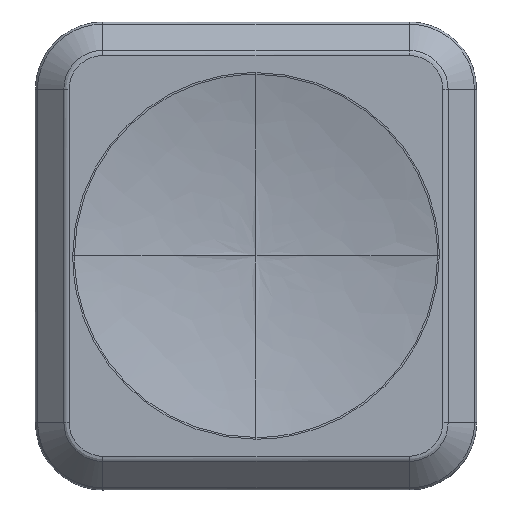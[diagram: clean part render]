
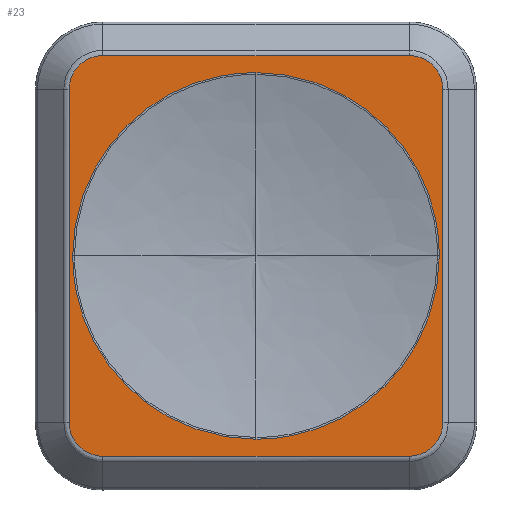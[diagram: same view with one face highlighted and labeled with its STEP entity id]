
A CAD part, top view. The second image highlights one B-rep face of the part: STEP entity #23.
In plain terms, the highlighted planar face has unit normal (0, 0, 1).
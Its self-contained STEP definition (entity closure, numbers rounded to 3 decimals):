
#15=FACE_BOUND('',#206,.T.);
#23=ADVANCED_FACE('',(#114,#15),#1245,.T.);
#114=FACE_OUTER_BOUND('',#205,.T.);
#205=EDGE_LOOP('',(#308,#309,#310,#311,#312,#313,#314,#315));
#206=EDGE_LOOP('',(#316,#317,#318,#319));
#308=ORIENTED_EDGE('',*,*,#714,.T.);
#309=ORIENTED_EDGE('',*,*,#719,.T.);
#310=ORIENTED_EDGE('',*,*,#715,.T.);
#311=ORIENTED_EDGE('',*,*,#716,.T.);
#312=ORIENTED_EDGE('',*,*,#712,.T.);
#313=ORIENTED_EDGE('',*,*,#717,.T.);
#314=ORIENTED_EDGE('',*,*,#713,.T.);
#315=ORIENTED_EDGE('',*,*,#718,.T.);
#316=ORIENTED_EDGE('',*,*,#751,.T.);
#317=ORIENTED_EDGE('',*,*,#744,.T.);
#318=ORIENTED_EDGE('',*,*,#748,.T.);
#319=ORIENTED_EDGE('',*,*,#749,.T.);
#712=EDGE_CURVE('',#1121,#1122,#1016,.T.);
#713=EDGE_CURVE('',#1119,#1120,#906,.T.);
#714=EDGE_CURVE('',#1117,#1118,#1017,.T.);
#715=EDGE_CURVE('',#1125,#1126,#907,.T.);
#716=EDGE_CURVE('',#1126,#1121,#1018,.T.);
#717=EDGE_CURVE('',#1122,#1119,#1019,.T.);
#718=EDGE_CURVE('',#1120,#1117,#1020,.T.);
#719=EDGE_CURVE('',#1118,#1125,#1021,.T.);
#744=EDGE_CURVE('',#1127,#1128,#1030,.T.);
#748=EDGE_CURVE('',#1128,#1123,#1034,.T.);
#749=EDGE_CURVE('',#1123,#1124,#1035,.T.);
#751=EDGE_CURVE('',#1124,#1127,#1037,.T.);
#906=B_SPLINE_CURVE_WITH_KNOTS('',1,(#1972,#1973),.UNSPECIFIED.,.F.,.F.,
(2,2),(0.,12.5),.UNSPECIFIED.);
#907=B_SPLINE_CURVE_WITH_KNOTS('',1,(#1976,#1977),.UNSPECIFIED.,.F.,.F.,
(2,2),(0.,12.5),.UNSPECIFIED.);
#1016=(
BOUNDED_CURVE()
B_SPLINE_CURVE(1,(#1970,#1971),.UNSPECIFIED.,.F.,.F.)
B_SPLINE_CURVE_WITH_KNOTS((2,2),(0.,12.5),
 .UNSPECIFIED.)
CURVE()
GEOMETRIC_REPRESENTATION_ITEM()
RATIONAL_B_SPLINE_CURVE((1.,1.))
REPRESENTATION_ITEM('')
);
#1017=(
BOUNDED_CURVE()
B_SPLINE_CURVE(1,(#1974,#1975),.UNSPECIFIED.,.F.,.F.)
B_SPLINE_CURVE_WITH_KNOTS((2,2),(0.,12.5),
 .UNSPECIFIED.)
CURVE()
GEOMETRIC_REPRESENTATION_ITEM()
RATIONAL_B_SPLINE_CURVE((1.,1.))
REPRESENTATION_ITEM('')
);
#1018=(
BOUNDED_CURVE()
B_SPLINE_CURVE(2,(#1978,#1979,#1980),.UNSPECIFIED.,.F.,.F.)
B_SPLINE_CURVE_WITH_KNOTS((3,3),(0.,2.161),
 .UNSPECIFIED.)
CURVE()
GEOMETRIC_REPRESENTATION_ITEM()
RATIONAL_B_SPLINE_CURVE((1.,0.707,1.))
REPRESENTATION_ITEM('')
);
#1019=(
BOUNDED_CURVE()
B_SPLINE_CURVE(2,(#1981,#1982,#1983),.UNSPECIFIED.,.F.,.F.)
B_SPLINE_CURVE_WITH_KNOTS((3,3),(0.,2.161),
 .UNSPECIFIED.)
CURVE()
GEOMETRIC_REPRESENTATION_ITEM()
RATIONAL_B_SPLINE_CURVE((1.,0.707,1.))
REPRESENTATION_ITEM('')
);
#1020=(
BOUNDED_CURVE()
B_SPLINE_CURVE(2,(#1984,#1985,#1986),.UNSPECIFIED.,.F.,.F.)
B_SPLINE_CURVE_WITH_KNOTS((3,3),(0.,2.161),
 .UNSPECIFIED.)
CURVE()
GEOMETRIC_REPRESENTATION_ITEM()
RATIONAL_B_SPLINE_CURVE((1.,0.707,1.))
REPRESENTATION_ITEM('')
);
#1021=(
BOUNDED_CURVE()
B_SPLINE_CURVE(2,(#1987,#1988,#1989),.UNSPECIFIED.,.F.,.F.)
B_SPLINE_CURVE_WITH_KNOTS((3,3),(0.,2.161),
 .UNSPECIFIED.)
CURVE()
GEOMETRIC_REPRESENTATION_ITEM()
RATIONAL_B_SPLINE_CURVE((1.,0.707,1.))
REPRESENTATION_ITEM('')
);
#1030=(
BOUNDED_CURVE()
B_SPLINE_CURVE(2,(#2046,#2047,#2048),.UNSPECIFIED.,.F.,.F.)
B_SPLINE_CURVE_WITH_KNOTS((3,3),(0.,11.747),.UNSPECIFIED.)
CURVE()
GEOMETRIC_REPRESENTATION_ITEM()
RATIONAL_B_SPLINE_CURVE((1.,0.707,1.))
REPRESENTATION_ITEM('')
);
#1034=(
BOUNDED_CURVE()
B_SPLINE_CURVE(2,(#2058,#2059,#2060),.UNSPECIFIED.,.F.,.F.)
B_SPLINE_CURVE_WITH_KNOTS((3,3),(0.,11.747),.UNSPECIFIED.)
CURVE()
GEOMETRIC_REPRESENTATION_ITEM()
RATIONAL_B_SPLINE_CURVE((1.,0.707,1.))
REPRESENTATION_ITEM('')
);
#1035=(
BOUNDED_CURVE()
B_SPLINE_CURVE(2,(#2061,#2062,#2063),.UNSPECIFIED.,.F.,.F.)
B_SPLINE_CURVE_WITH_KNOTS((3,3),(0.,11.747),.UNSPECIFIED.)
CURVE()
GEOMETRIC_REPRESENTATION_ITEM()
RATIONAL_B_SPLINE_CURVE((1.,0.707,1.))
REPRESENTATION_ITEM('')
);
#1037=(
BOUNDED_CURVE()
B_SPLINE_CURVE(2,(#2067,#2068,#2069),.UNSPECIFIED.,.F.,.F.)
B_SPLINE_CURVE_WITH_KNOTS((3,3),(0.,11.747),.UNSPECIFIED.)
CURVE()
GEOMETRIC_REPRESENTATION_ITEM()
RATIONAL_B_SPLINE_CURVE((1.,0.707,1.))
REPRESENTATION_ITEM('')
);
#1117=VERTEX_POINT('',#1834);
#1118=VERTEX_POINT('',#1835);
#1119=VERTEX_POINT('',#1836);
#1120=VERTEX_POINT('',#1837);
#1121=VERTEX_POINT('',#1838);
#1122=VERTEX_POINT('',#1839);
#1123=VERTEX_POINT('',#1840);
#1124=VERTEX_POINT('',#1841);
#1125=VERTEX_POINT('',#1842);
#1126=VERTEX_POINT('',#1843);
#1127=VERTEX_POINT('',#1844);
#1128=VERTEX_POINT('',#1845);
#1245=PLANE('',#1332);
#1332=AXIS2_PLACEMENT_3D('',#1472,#1384,$);
#1384=DIRECTION('',(0.,0.,1.));
#1472=CARTESIAN_POINT('',(-26.62,26.51,9.449));
#1834=CARTESIAN_POINT('',(-13.9,41.49,9.449));
#1835=CARTESIAN_POINT('',(-25.359,41.49,9.449));
#1836=CARTESIAN_POINT('',(-12.639,27.771,9.449));
#1837=CARTESIAN_POINT('',(-12.639,40.229,9.449));
#1838=CARTESIAN_POINT('',(-25.359,26.51,9.449));
#1839=CARTESIAN_POINT('',(-13.9,26.51,9.449));
#1840=CARTESIAN_POINT('',(-26.485,34.,9.449));
#1841=CARTESIAN_POINT('',(-19.63,40.856,9.449));
#1842=CARTESIAN_POINT('',(-26.62,40.229,9.449));
#1843=CARTESIAN_POINT('',(-26.62,27.771,9.449));
#1844=CARTESIAN_POINT('',(-12.774,34.,9.449));
#1845=CARTESIAN_POINT('',(-19.63,27.144,9.449));
#1970=CARTESIAN_POINT('',(-25.359,26.51,9.449));
#1971=CARTESIAN_POINT('',(-13.9,26.51,9.449));
#1972=CARTESIAN_POINT('',(-12.639,27.771,9.449));
#1973=CARTESIAN_POINT('',(-12.639,40.229,9.449));
#1974=CARTESIAN_POINT('',(-13.9,41.49,9.449));
#1975=CARTESIAN_POINT('',(-25.359,41.49,9.449));
#1976=CARTESIAN_POINT('',(-26.62,40.229,9.449));
#1977=CARTESIAN_POINT('',(-26.62,27.771,9.449));
#1978=CARTESIAN_POINT('',(-26.62,27.771,9.449));
#1979=CARTESIAN_POINT('',(-26.62,26.51,9.449));
#1980=CARTESIAN_POINT('',(-25.359,26.51,9.449));
#1981=CARTESIAN_POINT('',(-13.9,26.51,9.449));
#1982=CARTESIAN_POINT('',(-12.639,26.51,9.449));
#1983=CARTESIAN_POINT('',(-12.639,27.771,9.449));
#1984=CARTESIAN_POINT('',(-12.639,40.229,9.449));
#1985=CARTESIAN_POINT('',(-12.639,41.49,9.449));
#1986=CARTESIAN_POINT('',(-13.9,41.49,9.449));
#1987=CARTESIAN_POINT('',(-25.359,41.49,9.449));
#1988=CARTESIAN_POINT('',(-26.62,41.49,9.449));
#1989=CARTESIAN_POINT('',(-26.62,40.229,9.449));
#2046=CARTESIAN_POINT('',(-12.774,34.,9.449));
#2047=CARTESIAN_POINT('',(-12.774,27.144,9.449));
#2048=CARTESIAN_POINT('',(-19.63,27.144,9.449));
#2058=CARTESIAN_POINT('',(-19.63,27.144,9.449));
#2059=CARTESIAN_POINT('',(-26.485,27.144,9.449));
#2060=CARTESIAN_POINT('',(-26.485,34.,9.449));
#2061=CARTESIAN_POINT('',(-26.485,34.,9.449));
#2062=CARTESIAN_POINT('',(-26.485,40.856,9.449));
#2063=CARTESIAN_POINT('',(-19.63,40.856,9.449));
#2067=CARTESIAN_POINT('',(-19.63,40.856,9.449));
#2068=CARTESIAN_POINT('',(-12.774,40.856,9.449));
#2069=CARTESIAN_POINT('',(-12.774,34.,9.449));
